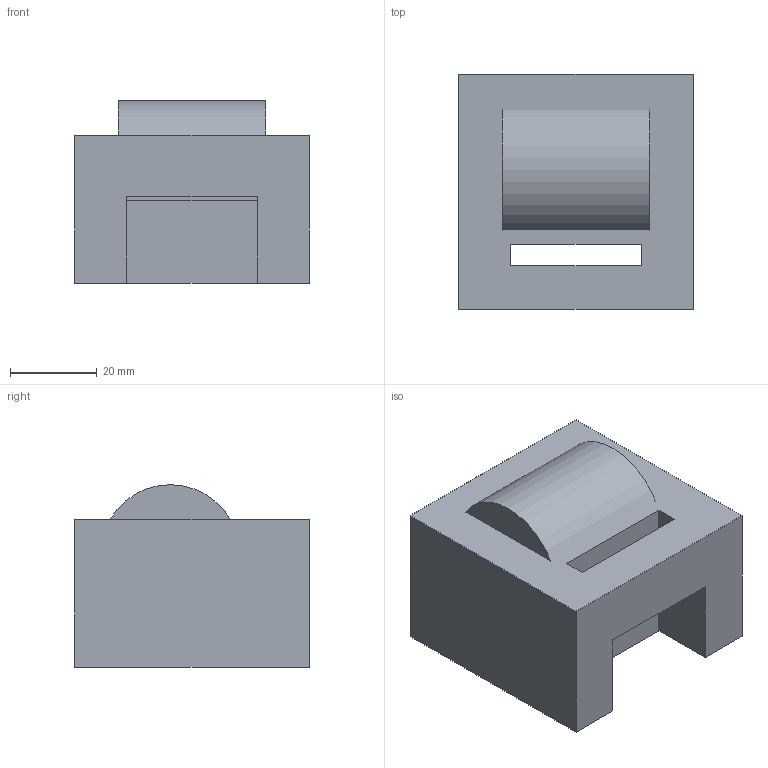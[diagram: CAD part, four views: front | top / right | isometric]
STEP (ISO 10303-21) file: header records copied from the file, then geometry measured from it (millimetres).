
FILE_DESCRIPTION(('FreeCAD Model'),'2;1');
FILE_NAME('Open CASCADE Shape Model','2024-11-28T22:54:04',('Author'),( ''),'Open CASCADE STEP processor 7.7','FreeCAD','Unknown');
FILE_SCHEMA(('AUTOMOTIVE_DESIGN { 1 0 10303 214 1 1 1 1 }'));
Length unit declared in the file: millimetre
Products named in the file (3): Unnamed; Cut001; Cylinder
Assembly tree (2 placements, depth 2):
  Unnamed
    Cut001
    Cylinder
Bounding box: 54 x 54 x 42 mm (x, y, z)
Volume: 115388.4 mm3; surface area: 19482.5 mm2
Topology: 2 solids, 2 shells, 20 faces, 45 edges, 28 vertices
Faces by surface type: plane 19, cylinder 1
Full cylindrical faces by diameter (mm): 32 x1
Entity records: 615 total; most frequent: CARTESIAN_POINT 96, DIRECTION 93, ORIENTED_EDGE 90, EDGE_CURVE 45, LINE 43, VECTOR 43, VERTEX_POINT 28, AXIS2_PLACEMENT_3D 25
